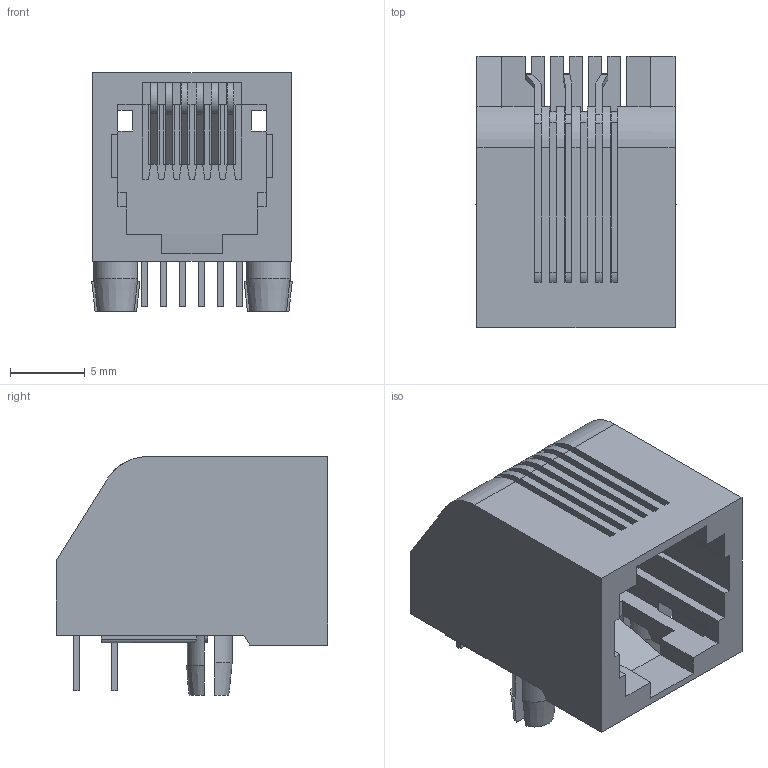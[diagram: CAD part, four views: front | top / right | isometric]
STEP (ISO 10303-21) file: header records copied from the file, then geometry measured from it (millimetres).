
FILE_DESCRIPTION(/* description */ ('Unknown'),/* implementation_level */ '2;1');
FILE_NAME(/* name */ 'J_Wurth_WR-MJ_615006143621',/* time_stamp */ '2025-07-01T17:25:44+08:00',/* author */ ('Unknown'),/* organization */ ('Unknown'),/* preprocessor_version */ 'ST-DEVELOPER v19.4',/* originating_system */ 'Solid Edge',/* authorisation */ 'Unknown');
FILE_SCHEMA (('AUTOMOTIVE_DESIGN {1 0 10303 214 3 1 1}'));
Length unit declared in the file: millimetre
Products named in the file (2): J_Wurth_WR-MJ_615006143621
Assembly tree (1 placements, depth 2):
  J_Wurth_WR-MJ_615006143621
    J_Wurth_WR-MJ_615006143621
Bounding box: 13.37 x 18.1 x 15.93 mm (x, y, z)
Volume: 1329.4 mm3; surface area: 2682.2 mm2
Topology: 1 solids, 1 shells, 418 faces, 1278 edges, 818 vertices
Faces by surface type: plane 358, cylinder 50, bspline 6, cone 4
Entity records: 17173 total; most frequent: CARTESIAN_POINT 2769, ORIENTED_EDGE 2552, DIRECTION 2180, EDGE_CURVE 1276, LINE 1116, VECTOR 1116, VERTEX_POINT 818, AXIS2_PLACEMENT_3D 532
